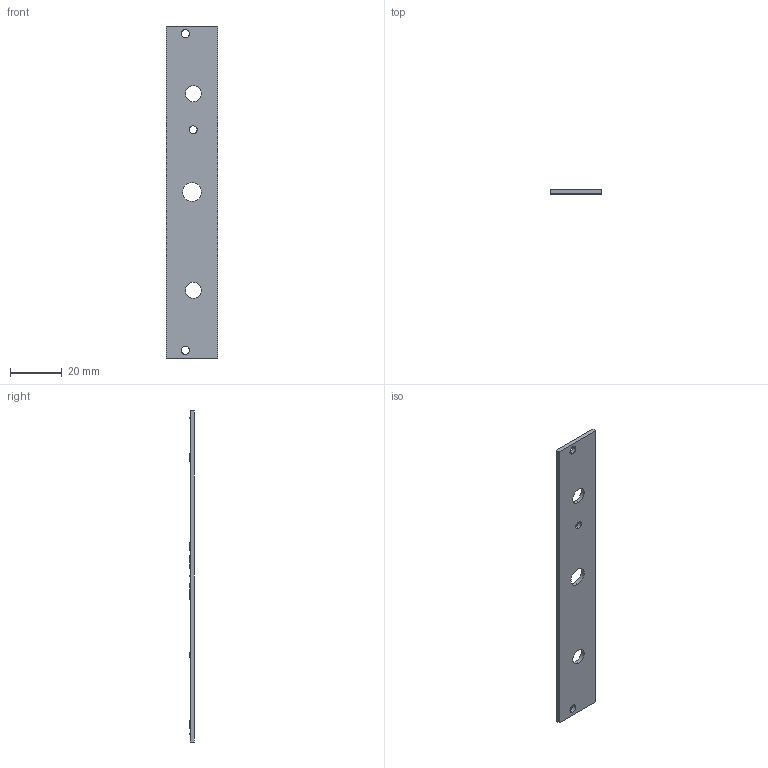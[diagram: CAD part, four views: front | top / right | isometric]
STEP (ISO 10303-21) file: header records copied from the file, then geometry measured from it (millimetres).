
FILE_DESCRIPTION (( 'STEP AP214' ), '1' );
FILE_NAME ('Envelope Follower Front.STEP', '2022-02-18T07:29:23', ( '' ), ( '' ), 'SwSTEP 2.0', 'SolidWorks 2020', '' );
FILE_SCHEMA (( 'AUTOMOTIVE_DESIGN' ));
Length unit declared in the file: millimetre
Products named in the file (1): Envelope Follower Front
Bounding box: 20 x 1.7 x 128.5 mm (x, y, z)
Volume: 3918.3 mm3; surface area: 5544.1 mm2
Topology: 1 solids, 1 shells, 470 faces, 1281 edges, 854 vertices
Faces by surface type: bspline 328, plane 130, cylinder 12
Entity records: 32985 total; most frequent: CARTESIAN_POINT 18198, ORIENTED_EDGE 2562, EDGE_CURVE 1281, DIRECTION 935, VERTEX_POINT 854, B_SPLINE_CURVE_WITH_KNOTS 656, VECTOR 601, LINE 601
